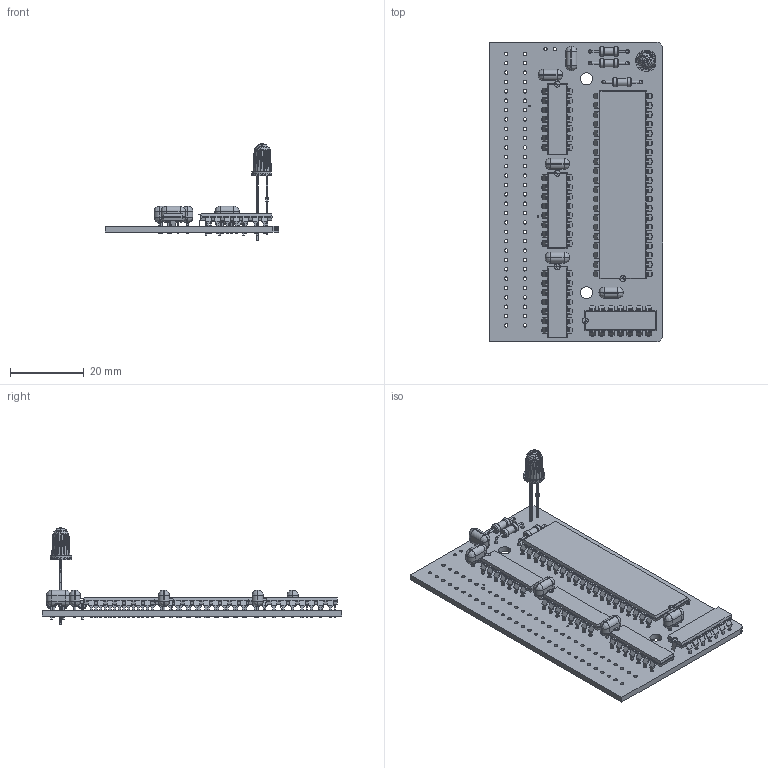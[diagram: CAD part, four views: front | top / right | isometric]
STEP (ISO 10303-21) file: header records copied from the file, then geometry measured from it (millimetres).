
FILE_DESCRIPTION(('for SolidWorks'),'2;1');
FILE_NAME('snd.step','2022-07-24T21:24:51',('mozzwald'),(''), 'Open CASCADE STEP processor 6.6','DipTrace','Unknown');
FILE_SCHEMA(('AUTOMOTIVE_DESIGN { 1 0 10303 214 1 1 1 1 }'));
Length unit declared in the file: millimetre
Products named in the file (8): PCB_snd; Board_snd; cap-2.54_6.6x3; res-10.16_5.1x2.5; dip-14; dip-16; dip-40_600mil; led100
Assembly tree (15 placements, depth 2):
  PCB_snd
    Board_snd
    cap-2.54_6.6x3  x5
    res-10.16_5.1x2.5  x3
    dip-14  x3
    dip-16
    dip-40_600mil
    led100
Bounding box: 46.99 x 81.28 x 26.15 mm (x, y, z)
Volume: 6250.7 mm3; surface area: 13507.6 mm2
Topology: 9 solids, 20 shells, 2798 faces, 6396 edges, 3559 vertices
Faces by surface type: plane 2191, cylinder 494, bspline 95, cone 12, revolution 6
Full cylindrical faces by diameter (mm): 0.4 x2, 0.46 x5, 0.5 x12, 0.534 x5, 0.711 x2, 0.9 x100, 0.95 x60, 0.965 x6, 1 x10, 2 x3, 2.5 x6, 3.25 x2
Entity records: 71723 total; most frequent: CARTESIAN_POINT 12308, DIRECTION 9390, ORIENTED_EDGE 9207, EDGE_CURVE 4607, LINE 3856, VECTOR 3856, AXIS2_PLACEMENT_3D 2766, VERTEX_POINT 2542
